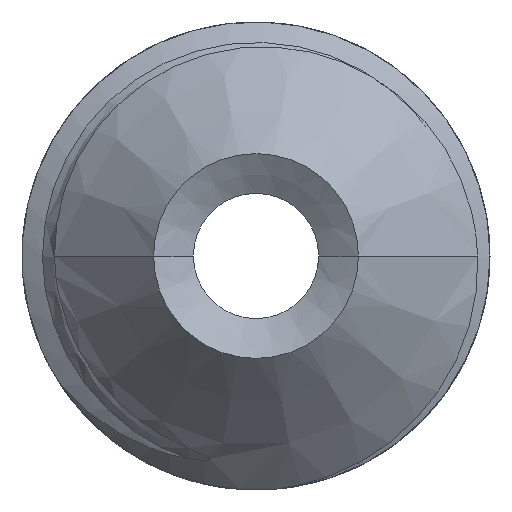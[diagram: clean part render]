
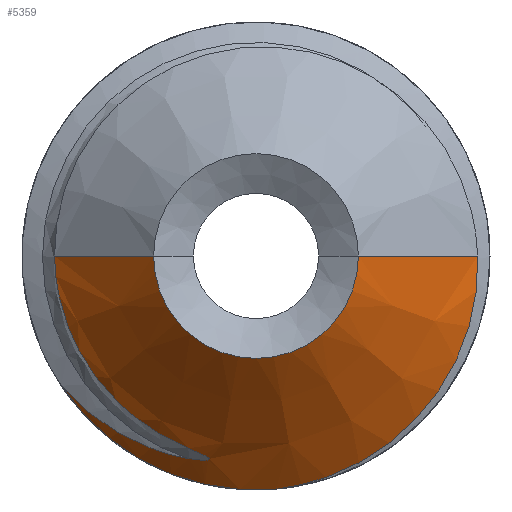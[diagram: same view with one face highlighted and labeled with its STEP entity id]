
A CAD part, left-side view. The second image highlights one B-rep face of the part: STEP entity #5359.
In plain terms, the highlighted conical face has half-angle 45 degrees and reference radius 1.438 mm.
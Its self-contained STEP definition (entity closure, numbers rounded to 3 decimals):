
#1679=CARTESIAN_POINT('',(1.125,0.,0.));
#1680=DIRECTION('',(1.,0.,0.));
#1681=DIRECTION('',(0.,-0.085,-0.996));
#1682=AXIS2_PLACEMENT_3D('',#1679,#1680,#1681);
#2283=CARTESIAN_POINT('',(1.02,-1.895,0.));
#2284=CARTESIAN_POINT('',(1.024,-1.899,
-0.105));
#2285=CARTESIAN_POINT('',(1.032,-1.89,
-0.316));
#2286=CARTESIAN_POINT('',(1.044,-1.821,
-0.632));
#2287=CARTESIAN_POINT('',(1.056,-1.7,
-0.933));
#2288=CARTESIAN_POINT('',(1.067,-1.534,
-1.205));
#2289=CARTESIAN_POINT('',(1.079,-1.324,
-1.449));
#2290=CARTESIAN_POINT('',(1.09,-1.074,
-1.657));
#2291=CARTESIAN_POINT('',(1.102,-0.796,
-1.819));
#2292=CARTESIAN_POINT('',(1.113,-0.494,
-1.935));
#2293=CARTESIAN_POINT('',(1.121,-0.279,
-1.98));
#2294=CARTESIAN_POINT('',(1.125,-0.171,-1.993));
#2296=DIRECTION('',(0.707,0.707,0.));
#2297=VECTOR('',#2296,1.198);
#2298=CARTESIAN_POINT('',(0.,0.875,0.));
#2299=LINE('',#2298,#2297);
#2300=DIRECTION('',(0.707,-0.707,0.));
#2301=VECTOR('',#2300,1.443);
#2302=CARTESIAN_POINT('',(0.,-0.875,0.));
#2303=LINE('',#2302,#2301);
#2309=CARTESIAN_POINT('',(0.,0.,0.));
#2310=DIRECTION('',(-1.,0.,0.));
#2311=DIRECTION('',(0.,1.,0.));
#2312=AXIS2_PLACEMENT_3D('',#2309,#2310,#2311);
#2314=CARTESIAN_POINT('',(1.125,1.664,-1.109));
#2315=CARTESIAN_POINT('',(1.114,1.607,-1.174));
#2316=CARTESIAN_POINT('',(1.091,1.484,-1.298));
#2317=CARTESIAN_POINT('',(1.056,1.276,-1.457));
#2318=CARTESIAN_POINT('',(1.02,1.05,-1.585));
#2319=CARTESIAN_POINT('',(0.985,0.813,
-1.679));
#2320=CARTESIAN_POINT('',(0.962,0.653,
-1.719));
#2321=CARTESIAN_POINT('',(0.95,0.573,-1.733));
#2489=CARTESIAN_POINT('',(0.95,0.573,-1.733));
#2490=CARTESIAN_POINT('',(0.949,0.566,
-1.734));
#2491=CARTESIAN_POINT('',(0.947,0.554,
-1.736));
#2492=CARTESIAN_POINT('',(0.945,0.537,
-1.739));
#2493=CARTESIAN_POINT('',(0.942,0.521,
-1.741));
#2494=CARTESIAN_POINT('',(0.94,0.507,
-1.742));
#2495=CARTESIAN_POINT('',(0.937,0.493,
-1.744));
#2496=CARTESIAN_POINT('',(0.935,0.481,
-1.745));
#2497=CARTESIAN_POINT('',(0.932,0.47,
-1.745));
#2498=CARTESIAN_POINT('',(0.93,0.46,
-1.746));
#2499=CARTESIAN_POINT('',(0.928,0.45,
-1.746));
#2500=CARTESIAN_POINT('',(0.926,0.441,
-1.746));
#2501=CARTESIAN_POINT('',(0.923,0.433,
-1.745));
#2502=CARTESIAN_POINT('',(0.921,0.424,
-1.745));
#2503=CARTESIAN_POINT('',(0.918,0.417,
-1.744));
#2504=CARTESIAN_POINT('',(0.914,0.409,
-1.742));
#2505=CARTESIAN_POINT('',(0.911,0.403,
-1.74));
#2506=CARTESIAN_POINT('',(0.907,0.399,
-1.736));
#2507=CARTESIAN_POINT('',(0.902,0.399,
-1.732));
#2508=CARTESIAN_POINT('',(0.898,0.402,
-1.727));
#2509=CARTESIAN_POINT('',(0.895,0.407,
-1.723));
#2510=CARTESIAN_POINT('',(0.892,0.413,
-1.719));
#2511=CARTESIAN_POINT('',(0.89,0.419,
-1.715));
#2512=CARTESIAN_POINT('',(0.888,0.427,
-1.711));
#2513=CARTESIAN_POINT('',(0.886,0.435,
-1.706));
#2514=CARTESIAN_POINT('',(0.884,0.444,
-1.702));
#2515=CARTESIAN_POINT('',(0.882,0.454,
-1.697));
#2516=CARTESIAN_POINT('',(0.88,0.465,
-1.692));
#2517=CARTESIAN_POINT('',(0.878,0.477,
-1.687));
#2518=CARTESIAN_POINT('',(0.877,0.489,
-1.682));
#2519=CARTESIAN_POINT('',(0.875,0.503,
-1.676));
#2520=CARTESIAN_POINT('',(0.873,0.518,
-1.67));
#2521=CARTESIAN_POINT('',(0.871,0.535,
-1.663));
#2522=CARTESIAN_POINT('',(0.87,0.553,
-1.655));
#2523=CARTESIAN_POINT('',(0.868,0.573,
-1.646));
#2524=CARTESIAN_POINT('',(0.866,0.594,
-1.637));
#2525=CARTESIAN_POINT('',(0.864,0.616,
-1.627));
#2526=CARTESIAN_POINT('',(0.863,0.639,
-1.616));
#2527=CARTESIAN_POINT('',(0.861,0.663,
-1.605));
#2528=CARTESIAN_POINT('',(0.86,0.688,
-1.593));
#2529=CARTESIAN_POINT('',(0.858,0.712,
-1.58));
#2530=CARTESIAN_POINT('',(0.857,0.738,
-1.567));
#2531=CARTESIAN_POINT('',(0.856,0.763,
-1.554));
#2532=CARTESIAN_POINT('',(0.855,0.788,
-1.54));
#2533=CARTESIAN_POINT('',(0.853,0.814,
-1.525));
#2534=CARTESIAN_POINT('',(0.852,0.842,
-1.508));
#2535=CARTESIAN_POINT('',(0.851,0.871,
-1.49));
#2536=CARTESIAN_POINT('',(0.85,0.903,
-1.47));
#2537=CARTESIAN_POINT('',(0.849,0.937,
-1.447));
#2538=CARTESIAN_POINT('',(0.848,0.975,
-1.421));
#2539=CARTESIAN_POINT('',(0.847,1.016,
-1.391));
#2540=CARTESIAN_POINT('',(0.846,1.06,
-1.356));
#2541=CARTESIAN_POINT('',(0.845,1.109,
-1.315));
#2542=CARTESIAN_POINT('',(0.844,1.161,
-1.268));
#2543=CARTESIAN_POINT('',(0.843,1.216,
-1.214));
#2544=CARTESIAN_POINT('',(0.842,1.275,
-1.151));
#2545=CARTESIAN_POINT('',(0.841,1.336,
-1.079));
#2546=CARTESIAN_POINT('',(0.841,1.398,
-0.997));
#2547=CARTESIAN_POINT('',(0.841,1.461,
-0.902));
#2548=CARTESIAN_POINT('',(0.841,1.523,
-0.795));
#2549=CARTESIAN_POINT('',(0.841,1.582,
-0.671));
#2550=CARTESIAN_POINT('',(0.842,1.635,
-0.53));
#2551=CARTESIAN_POINT('',(0.843,1.68,
-0.372));
#2552=CARTESIAN_POINT('',(0.845,1.712,
-0.195));
#2553=CARTESIAN_POINT('',(0.846,1.721,
-0.067));
#2554=CARTESIAN_POINT('',(0.847,1.722,
0.));
#2879=CARTESIAN_POINT('',(1.125,-0.171,-1.993));
#2880=CARTESIAN_POINT('',(1.125,1.664,-1.109));
#2881=VERTEX_POINT('',#2879);
#2882=VERTEX_POINT('',#2880);
#2883=CARTESIAN_POINT('',(0.,0.875,0.));
#2884=CARTESIAN_POINT('',(0.847,1.722,
0.));
#2885=VERTEX_POINT('',#2883);
#2886=VERTEX_POINT('',#2884);
#2887=CARTESIAN_POINT('',(0.,-0.875,0.));
#2888=CARTESIAN_POINT('',(1.02,-1.895,0.));
#2889=VERTEX_POINT('',#2887);
#2890=VERTEX_POINT('',#2888);
#2937=VERTEX_POINT('',#2321);
#5342=CARTESIAN_POINT('',(0.563,0.,0.));
#5343=DIRECTION('',(1.,0.,0.));
#5344=DIRECTION('',(0.,-1.,0.));
#5345=AXIS2_PLACEMENT_3D('',#5342,#5343,#5344);
#5346=CONICAL_SURFACE('',#5345,1.438,45.);
#5347=ORIENTED_EDGE('',*,*,#3742,.T.);
#5349=ORIENTED_EDGE('',*,*,#5348,.T.);
#5351=ORIENTED_EDGE('',*,*,#5350,.T.);
#5352=ORIENTED_EDGE('',*,*,#5330,.F.);
#5354=ORIENTED_EDGE('',*,*,#5353,.T.);
#5355=ORIENTED_EDGE('',*,*,#5335,.T.);
#5356=ORIENTED_EDGE('',*,*,#5320,.T.);
#5357=EDGE_LOOP('',(#5347,#5349,#5351,#5352,#5354,#5355,#5356));
#5358=FACE_OUTER_BOUND('',#5357,.F.);
#1683=CIRCLE('',#1682,2.);
#2295=B_SPLINE_CURVE_WITH_KNOTS('',3,(#2283,#2284,#2285,#2286,#2287,#2288,#2289,
#2290,#2291,#2292,#2293,#2294),.UNSPECIFIED.,.F.,.F.,(4,1,1,1,1,1,1,1,1,4),
(0.,0.111,0.222,0.333,0.444,
0.556,0.667,0.778,0.889,1.),
.UNSPECIFIED.);
#2313=CIRCLE('',#2312,0.875);
#2322=B_SPLINE_CURVE_WITH_KNOTS('',3,(#2314,#2315,#2316,#2317,#2318,#2319,#2320,
#2321),.UNSPECIFIED.,.F.,.F.,(4,1,1,1,1,4),(0.,0.2,0.4,0.6,0.8,1.),
.UNSPECIFIED.);
#2555=B_SPLINE_CURVE_WITH_KNOTS('',3,(#2489,#2490,#2491,#2492,#2493,#2494,#2495,
#2496,#2497,#2498,#2499,#2500,#2501,#2502,#2503,#2504,#2505,#2506,#2507,#2508,
#2509,#2510,#2511,#2512,#2513,#2514,#2515,#2516,#2517,#2518,#2519,#2520,#2521,
#2522,#2523,#2524,#2525,#2526,#2527,#2528,#2529,#2530,#2531,#2532,#2533,#2534,
#2535,#2536,#2537,#2538,#2539,#2540,#2541,#2542,#2543,#2544,#2545,#2546,#2547,
#2548,#2549,#2550,#2551,#2552,#2553,#2554),.UNSPECIFIED.,.F.,.F.,(4,1,1,1,1,1,1,
1,1,1,1,1,1,1,1,1,1,1,1,1,1,1,1,1,1,1,1,1,1,1,1,1,1,1,1,1,1,1,1,1,1,1,1,1,1,1,1,
1,1,1,1,1,1,1,1,1,1,1,1,1,1,1,1,4),(0.,0.016,0.032,
0.048,0.063,0.079,0.095,
0.111,0.127,0.143,0.159,
0.175,0.19,0.206,0.222,
0.238,0.254,0.27,0.286,
0.302,0.317,0.333,0.349,
0.365,0.381,0.397,0.413,
0.429,0.444,0.46,0.476,
0.492,0.508,0.524,0.54,
0.556,0.571,0.587,0.603,
0.619,0.635,0.651,0.667,
0.683,0.698,0.714,0.73,
0.746,0.762,0.778,0.794,
0.81,0.825,0.841,0.857,
0.873,0.889,0.905,0.921,
0.937,0.952,0.968,0.984,1.),
.UNSPECIFIED.);
#3742=EDGE_CURVE('',#2881,#2882,#1683,.T.);
#5320=EDGE_CURVE('',#2890,#2881,#2295,.T.);
#5330=EDGE_CURVE('',#2885,#2886,#2299,.T.);
#5335=EDGE_CURVE('',#2889,#2890,#2303,.T.);
#5348=EDGE_CURVE('',#2882,#2937,#2322,.T.);
#5350=EDGE_CURVE('',#2937,#2886,#2555,.T.);
#5353=EDGE_CURVE('',#2885,#2889,#2313,.T.);
#5359=ADVANCED_FACE('',(#5358),#5346,.T.);
